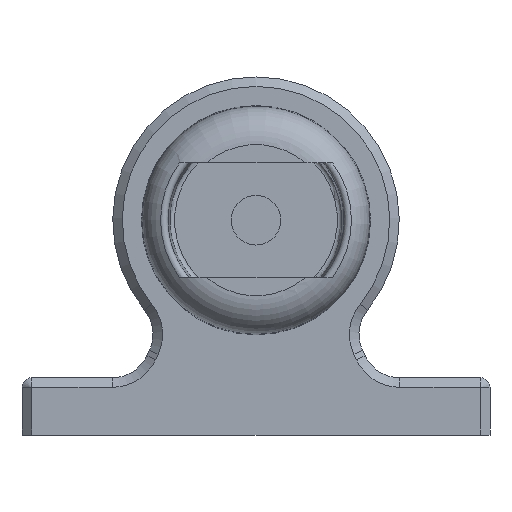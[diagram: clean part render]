
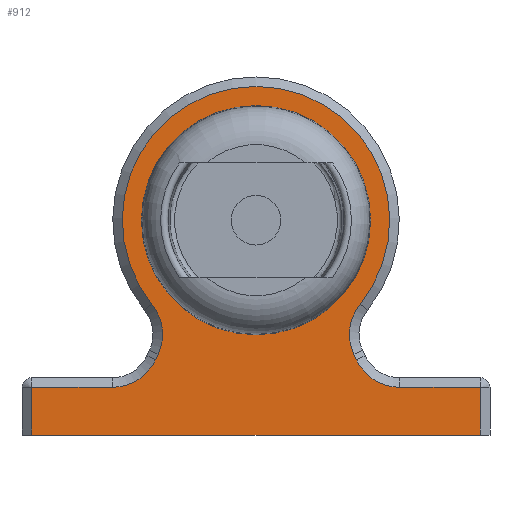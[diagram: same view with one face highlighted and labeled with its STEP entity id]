
A CAD part, front view. The second image highlights one B-rep face of the part: STEP entity #912.
In plain terms, the highlighted planar face has unit normal (0, -1, 0).
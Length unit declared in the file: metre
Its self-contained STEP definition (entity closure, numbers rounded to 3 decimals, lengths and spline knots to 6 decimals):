
#64=LINE('',#1406,#136);
#88=LINE('',#1468,#160);
#89=LINE('',#1471,#161);
#90=LINE('',#1472,#162);
#91=LINE('',#1474,#163);
#92=LINE('',#1478,#164);
#93=LINE('',#1486,#165);
#136=VECTOR('',#1116,1.);
#160=VECTOR('',#1162,1.);
#161=VECTOR('',#1163,1.);
#162=VECTOR('',#1164,1.);
#163=VECTOR('',#1165,1.);
#164=VECTOR('',#1168,1.);
#165=VECTOR('',#1175,1.);
#204=PLANE('',#997);
#273=ORIENTED_EDGE('',*,*,#534,.T.);
#274=ORIENTED_EDGE('',*,*,#535,.T.);
#275=ORIENTED_EDGE('',*,*,#504,.T.);
#276=ORIENTED_EDGE('',*,*,#536,.T.);
#277=ORIENTED_EDGE('',*,*,#537,.T.);
#278=ORIENTED_EDGE('',*,*,#538,.T.);
#279=ORIENTED_EDGE('',*,*,#539,.T.);
#280=ORIENTED_EDGE('',*,*,#540,.T.);
#281=ORIENTED_EDGE('',*,*,#541,.T.);
#282=ORIENTED_EDGE('',*,*,#542,.T.);
#283=ORIENTED_EDGE('',*,*,#543,.T.);
#284=ORIENTED_EDGE('',*,*,#544,.T.);
#285=ORIENTED_EDGE('',*,*,#545,.F.);
#504=EDGE_CURVE('',#636,#637,#64,.T.);
#534=EDGE_CURVE('',#663,#664,#88,.T.);
#535=EDGE_CURVE('',#664,#636,#89,.T.);
#536=EDGE_CURVE('',#637,#665,#90,.T.);
#537=EDGE_CURVE('',#665,#666,#91,.T.);
#538=EDGE_CURVE('',#666,#667,#712,.F.);
#539=EDGE_CURVE('',#667,#668,#92,.T.);
#540=EDGE_CURVE('',#668,#669,#713,.F.);
#541=EDGE_CURVE('',#669,#670,#714,.T.);
#542=EDGE_CURVE('',#670,#671,#715,.F.);
#543=EDGE_CURVE('',#671,#672,#93,.T.);
#544=EDGE_CURVE('',#672,#663,#716,.F.);
#545=EDGE_CURVE('',#673,#673,#717,.T.);
#636=VERTEX_POINT('',#1407);
#637=VERTEX_POINT('',#1408);
#663=VERTEX_POINT('',#1469);
#664=VERTEX_POINT('',#1470);
#665=VERTEX_POINT('',#1473);
#666=VERTEX_POINT('',#1475);
#667=VERTEX_POINT('',#1477);
#668=VERTEX_POINT('',#1479);
#669=VERTEX_POINT('',#1481);
#670=VERTEX_POINT('',#1483);
#671=VERTEX_POINT('',#1485);
#672=VERTEX_POINT('',#1487);
#673=VERTEX_POINT('',#1490);
#712=CIRCLE('',#998,0.01);
#713=CIRCLE('',#999,0.01);
#714=CIRCLE('',#1000,0.028);
#715=CIRCLE('',#1001,0.01);
#716=CIRCLE('',#1002,0.01);
#717=CIRCLE('',#1003,0.024);
#759=EDGE_LOOP('',(#273,#274,#275,#276,#277,#278,#279,#280,#281,#282,#283,
#284));
#760=EDGE_LOOP('',(#285));
#833=FACE_BOUND('',#759,.T.);
#834=FACE_BOUND('',#760,.T.);
#912=ADVANCED_FACE('',(#833,#834),#204,.T.);
#997=AXIS2_PLACEMENT_3D('',#1467,#1160,#1161);
#998=AXIS2_PLACEMENT_3D('',#1476,#1166,#1167);
#999=AXIS2_PLACEMENT_3D('',#1480,#1169,#1170);
#1000=AXIS2_PLACEMENT_3D('',#1482,#1171,#1172);
#1001=AXIS2_PLACEMENT_3D('',#1484,#1173,#1174);
#1002=AXIS2_PLACEMENT_3D('',#1488,#1176,#1177);
#1003=AXIS2_PLACEMENT_3D('',#1489,#1178,#1179);
#1116=DIRECTION('',(1.,0.,0.));
#1160=DIRECTION('',(0.,-1.,0.));
#1161=DIRECTION('',(1.,0.,0.));
#1162=DIRECTION('',(-1.,0.,0.));
#1163=DIRECTION('',(0.,0.,-1.));
#1164=DIRECTION('',(0.,0.,1.));
#1165=DIRECTION('',(-1.,0.,0.));
#1166=DIRECTION('',(0.,-1.,0.));
#1167=DIRECTION('',(0.,0.,-1.));
#1168=DIRECTION('',(-0.424,0.,0.906));
#1169=DIRECTION('',(0.,-1.,0.));
#1170=DIRECTION('',(0.,0.,-1.));
#1171=DIRECTION('',(0.,-1.,0.));
#1172=DIRECTION('',(0.,0.,-1.));
#1173=DIRECTION('',(0.,-1.,0.));
#1174=DIRECTION('',(0.,0.,-1.));
#1175=DIRECTION('',(-0.424,0.,-0.906));
#1176=DIRECTION('',(0.,-1.,0.));
#1177=DIRECTION('',(0.,0.,-1.));
#1178=DIRECTION('',(0.,-1.,0.));
#1179=DIRECTION('',(0.,0.,-1.));
#1406=CARTESIAN_POINT('',(-0.1245,0.001,-0.045));
#1407=CARTESIAN_POINT('',(-0.147,0.001,-0.045));
#1408=CARTESIAN_POINT('',(-0.053,0.001,-0.045));
#1467=CARTESIAN_POINT('',(-0.1,0.001,-0.0075));
#1468=CARTESIAN_POINT('',(-0.147,0.001,-0.035));
#1469=CARTESIAN_POINT('',(-0.130086,0.001,-0.035));
#1470=CARTESIAN_POINT('',(-0.147,0.001,-0.035));
#1471=CARTESIAN_POINT('',(-0.147,0.001,-0.0075));
#1472=CARTESIAN_POINT('',(-0.053,0.001,-0.035));
#1473=CARTESIAN_POINT('',(-0.053,0.001,-0.035));
#1474=CARTESIAN_POINT('',(-0.1,0.001,-0.035));
#1475=CARTESIAN_POINT('',(-0.069914,0.001,-0.035));
#1476=CARTESIAN_POINT('',(-0.069914,0.001,-0.025));
#1477=CARTESIAN_POINT('',(-0.078969,0.001,-0.029243));
#1478=CARTESIAN_POINT('',(-0.091108,0.001,-0.003334));
#1479=CARTESIAN_POINT('',(-0.079495,0.001,-0.028121));
#1480=CARTESIAN_POINT('',(-0.070439,0.001,-0.023878));
#1481=CARTESIAN_POINT('',(-0.078218,0.001,-0.017594));
#1482=CARTESIAN_POINT('',(-0.1,0.001,0.));
#1483=CARTESIAN_POINT('',(-0.121782,0.001,-0.017594));
#1484=CARTESIAN_POINT('',(-0.129561,0.001,-0.023878));
#1485=CARTESIAN_POINT('',(-0.120505,0.001,-0.028121));
#1486=CARTESIAN_POINT('',(-0.121031,0.001,-0.029243));
#1487=CARTESIAN_POINT('',(-0.121031,0.001,-0.029243));
#1488=CARTESIAN_POINT('',(-0.130086,0.001,-0.025));
#1489=CARTESIAN_POINT('',(-0.1,0.001,0.));
#1490=CARTESIAN_POINT('',(-0.1,0.001,-0.024));
